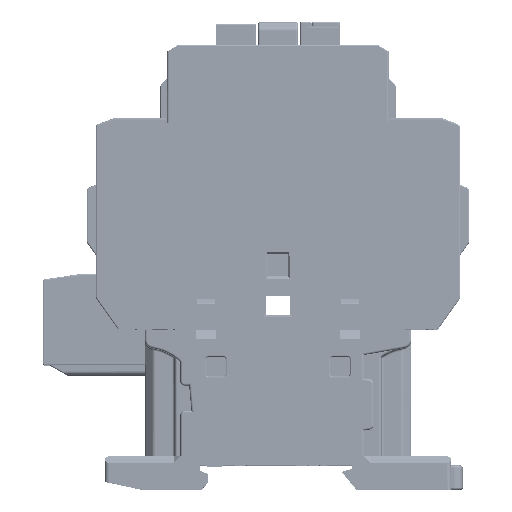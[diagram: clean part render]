
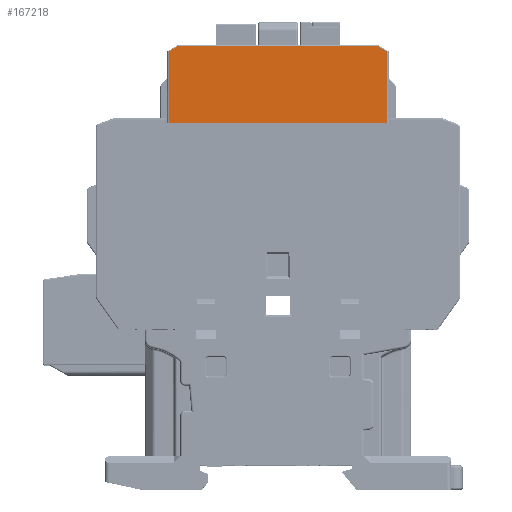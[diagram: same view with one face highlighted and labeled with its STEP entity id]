
A CAD part, top view. The second image highlights one B-rep face of the part: STEP entity #167218.
In plain terms, the highlighted planar face has unit normal (0, 0, 1).
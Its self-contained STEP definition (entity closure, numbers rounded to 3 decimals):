
#13335=DIRECTION('',(-1.,0.,0.));
#13336=VECTOR('',#13335,49.);
#13337=CARTESIAN_POINT('',(78.6,82.6,-0.75));
#13338=LINE('',#13337,#13336);
#13367=DIRECTION('',(0.,-1.,0.));
#13368=VECTOR('',#13367,16.067);
#13369=CARTESIAN_POINT('',(29.6,98.667,-0.75));
#13370=LINE('',#13369,#13368);
#13765=DIRECTION('',(0.,1.,0.));
#13766=VECTOR('',#13765,16.067);
#13767=CARTESIAN_POINT('',(78.6,82.6,-0.75));
#13768=LINE('',#13767,#13766);
#13773=DIRECTION('',(-1.,0.,0.));
#13774=VECTOR('',#13773,44.889);
#13775=CARTESIAN_POINT('',(76.545,99.9,-0.75));
#13776=LINE('',#13775,#13774);
#100467=DIRECTION('',(-0.857,0.514,0.));
#100468=VECTOR('',#100467,2.397);
#100469=CARTESIAN_POINT('',(78.6,98.667,-0.75));
#100470=LINE('',#100469,#100468);
#100486=DIRECTION('',(-0.857,-0.514,
0.));
#100487=VECTOR('',#100486,2.397);
#100488=CARTESIAN_POINT('',(31.655,99.9,-0.75));
#100489=LINE('',#100488,#100487);
#150272=CARTESIAN_POINT('',(76.545,99.9,-0.75));
#150273=CARTESIAN_POINT('',(31.655,99.9,-0.75));
#150274=VERTEX_POINT('',#150272);
#150275=VERTEX_POINT('',#150273);
#150276=CARTESIAN_POINT('',(29.6,98.667,-0.75));
#150277=VERTEX_POINT('',#150276);
#150296=CARTESIAN_POINT('',(78.6,98.667,-0.75));
#150297=VERTEX_POINT('',#150296);
#150306=CARTESIAN_POINT('',(29.6,82.6,-0.75));
#150307=VERTEX_POINT('',#150306);
#150310=CARTESIAN_POINT('',(78.6,82.6,-0.75));
#150311=VERTEX_POINT('',#150310);
#167202=CARTESIAN_POINT('',(54.1,83.6,-0.75));
#167203=DIRECTION('',(0.,0.,1.));
#167204=DIRECTION('',(1.,0.,0.));
#167205=AXIS2_PLACEMENT_3D('',#167202,#167203,#167204);
#167206=PLANE('',#167205);
#167208=ORIENTED_EDGE('',*,*,#167207,.F.);
#167210=ORIENTED_EDGE('',*,*,#167209,.F.);
#167211=ORIENTED_EDGE('',*,*,#167197,.F.);
#167212=ORIENTED_EDGE('',*,*,#166643,.T.);
#167213=ORIENTED_EDGE('',*,*,#166668,.F.);
#167215=ORIENTED_EDGE('',*,*,#167214,.F.);
#167216=EDGE_LOOP('',(#167208,#167210,#167211,#167212,#167213,#167215));
#167217=FACE_OUTER_BOUND('',#167216,.F.);
#167218=ADVANCED_FACE('',(#167217),#167206,.T.);
#166643=EDGE_CURVE('',#150311,#150307,#13338,.T.);
#166668=EDGE_CURVE('',#150277,#150307,#13370,.T.);
#167197=EDGE_CURVE('',#150311,#150297,#13768,.T.);
#167207=EDGE_CURVE('',#150274,#150275,#13776,.T.);
#167209=EDGE_CURVE('',#150297,#150274,#100470,.T.);
#167214=EDGE_CURVE('',#150275,#150277,#100489,.T.);
